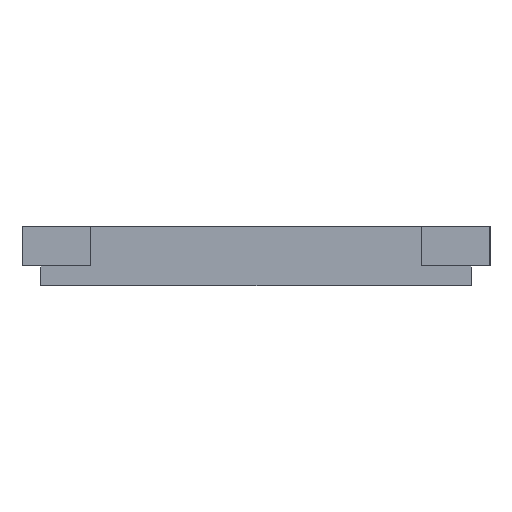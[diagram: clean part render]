
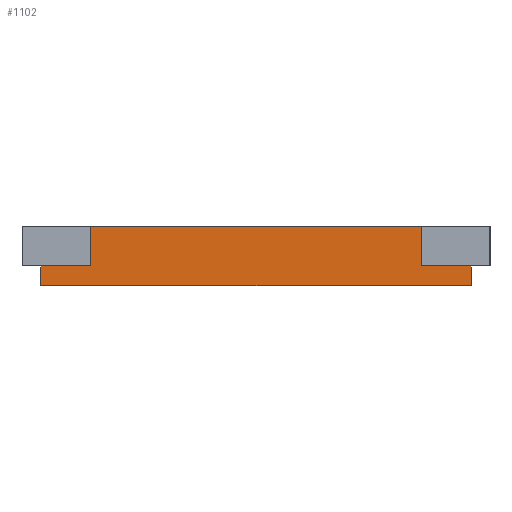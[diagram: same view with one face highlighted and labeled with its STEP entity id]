
A CAD part, left-side view. The second image highlights one B-rep face of the part: STEP entity #1102.
In plain terms, the highlighted planar face has unit normal (-1, 0, 0).
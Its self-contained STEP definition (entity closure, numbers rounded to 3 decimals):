
#44=PLANE('',#1200);
#92=FACE_OUTER_BOUND('',#148,.T.);
#148=EDGE_LOOP('',(#858,#859,#860,#861,#862,#863,#864,#865));
#224=LINE('',#1738,#334);
#232=LINE('',#1756,#342);
#237=LINE('',#1764,#347);
#239=LINE('',#1768,#349);
#247=LINE('',#1784,#357);
#250=LINE('',#1789,#360);
#251=LINE('',#1791,#361);
#252=LINE('',#1792,#362);
#334=VECTOR('',#1402,10.);
#342=VECTOR('',#1414,10.);
#347=VECTOR('',#1423,10.);
#349=VECTOR('',#1427,10.);
#357=VECTOR('',#1439,10.);
#360=VECTOR('',#1446,10.);
#361=VECTOR('',#1449,10.);
#362=VECTOR('',#1450,10.);
#506=VERTEX_POINT('',#1735);
#507=VERTEX_POINT('',#1737);
#512=VERTEX_POINT('',#1748);
#514=VERTEX_POINT('',#1753);
#515=VERTEX_POINT('',#1755);
#517=VERTEX_POINT('',#1767);
#522=VERTEX_POINT('',#1780);
#523=VERTEX_POINT('',#1782);
#634=EDGE_CURVE('',#507,#506,#224,.T.);
#642=EDGE_CURVE('',#515,#514,#232,.T.);
#647=EDGE_CURVE('',#512,#515,#237,.T.);
#649=EDGE_CURVE('',#512,#517,#239,.T.);
#657=EDGE_CURVE('',#522,#523,#247,.T.);
#660=EDGE_CURVE('',#523,#507,#250,.T.);
#661=EDGE_CURVE('',#514,#522,#251,.T.);
#662=EDGE_CURVE('',#517,#506,#252,.T.);
#858=ORIENTED_EDGE('',*,*,#642,.T.);
#859=ORIENTED_EDGE('',*,*,#661,.T.);
#860=ORIENTED_EDGE('',*,*,#657,.T.);
#861=ORIENTED_EDGE('',*,*,#660,.T.);
#862=ORIENTED_EDGE('',*,*,#634,.T.);
#863=ORIENTED_EDGE('',*,*,#662,.F.);
#864=ORIENTED_EDGE('',*,*,#649,.F.);
#865=ORIENTED_EDGE('',*,*,#647,.T.);
#1102=ADVANCED_FACE('',(#92),#44,.T.);
#1200=AXIS2_PLACEMENT_3D('',#1790,#1447,#1448);
#1402=DIRECTION('',(0.,0.,-1.));
#1414=DIRECTION('',(0.,0.,1.));
#1423=DIRECTION('',(0.,1.,0.));
#1427=DIRECTION('',(0.,0.,-1.));
#1439=DIRECTION('',(0.,0.,-1.));
#1446=DIRECTION('',(0.,1.,0.));
#1447=DIRECTION('center_axis',(-1.,0.,0.));
#1448=DIRECTION('ref_axis',(0.,-1.,0.));
#1449=DIRECTION('',(0.,1.,0.));
#1450=DIRECTION('',(0.,1.,0.));
#1735=CARTESIAN_POINT('',(-20.,10.789,0.));
#1737=CARTESIAN_POINT('',(-20.,10.789,1.));
#1738=CARTESIAN_POINT('',(-20.,10.789,3.));
#1748=CARTESIAN_POINT('',(-20.,-10.789,1.));
#1753=CARTESIAN_POINT('',(-20.,-9.211,3.));
#1755=CARTESIAN_POINT('',(-20.,-9.211,1.));
#1756=CARTESIAN_POINT('',(-20.,-9.211,1.5));
#1764=CARTESIAN_POINT('',(-20.,-3.5,1.));
#1767=CARTESIAN_POINT('',(-20.,-10.789,0.));
#1768=CARTESIAN_POINT('',(-20.,-10.789,3.));
#1780=CARTESIAN_POINT('',(-20.,9.211,3.));
#1782=CARTESIAN_POINT('',(-20.,9.211,1.));
#1784=CARTESIAN_POINT('',(-20.,9.211,1.5));
#1789=CARTESIAN_POINT('',(-20.,6.5,1.));
#1790=CARTESIAN_POINT('Origin',(-20.,3.,0.));
#1791=CARTESIAN_POINT('',(-20.,9.211,3.));
#1792=CARTESIAN_POINT('',(-20.,9.211,0.));
